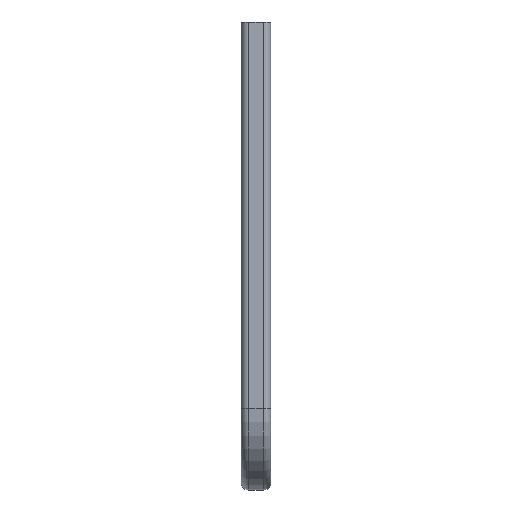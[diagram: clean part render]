
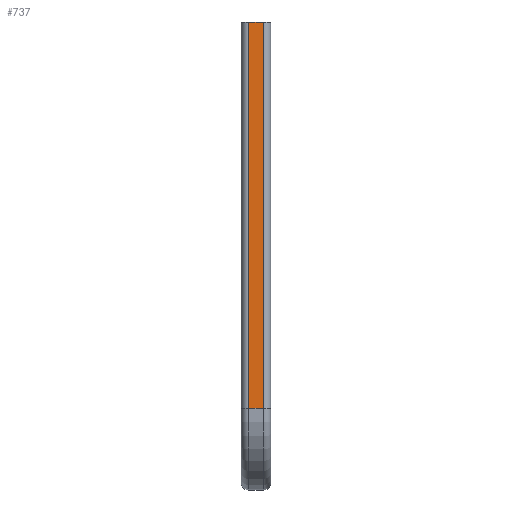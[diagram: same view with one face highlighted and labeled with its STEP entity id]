
A CAD part, left-side view. The second image highlights one B-rep face of the part: STEP entity #737.
In plain terms, the highlighted planar face has unit normal (-1, 0, 0).
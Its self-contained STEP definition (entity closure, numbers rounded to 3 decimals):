
#10 = DIRECTION ( 'NONE',  ( 0., 0., 1. ) ) ;
#44 = CARTESIAN_POINT ( 'NONE',  ( -2.091, 0.334, -5.785 ) ) ;
#47 = FACE_OUTER_BOUND ( 'NONE', #257, .T. ) ;
#201 = ORIENTED_EDGE ( 'NONE', *, *, #430, .T. ) ;
#257 = EDGE_LOOP ( 'NONE', ( #201, #791, #940, #677 ) ) ;
#283 = CARTESIAN_POINT ( 'NONE',  ( -2.091, 0.334, 0. ) ) ;
#292 = VERTEX_POINT ( 'NONE', #696 ) ;
#299 = VERTEX_POINT ( 'NONE', #868 ) ;
#306 = PLANE ( 'NONE',  #884 ) ;
#430 = EDGE_CURVE ( 'NONE', #471, #299, #837, .T. ) ;
#442 = CARTESIAN_POINT ( 'NONE',  ( -2.091, 0.334, 0. ) ) ;
#464 = CARTESIAN_POINT ( 'NONE',  ( -2.091, 0.111, 0. ) ) ;
#471 = VERTEX_POINT ( 'NONE', #44 ) ;
#497 = CARTESIAN_POINT ( 'NONE',  ( -2.091, 0., -5.785 ) ) ;
#511 = EDGE_CURVE ( 'NONE', #299, #292, #890, .T. ) ;
#573 = EDGE_CURVE ( 'NONE', #1026, #471, #797, .T. ) ;
#576 = DIRECTION ( 'NONE',  ( 0., -1., 0. ) ) ;
#577 = VECTOR ( 'NONE', #10, 1000. ) ;
#638 = EDGE_CURVE ( 'NONE', #1026, #292, #734, .T. ) ;
#664 = VECTOR ( 'NONE', #985, 1000. ) ;
#671 = DIRECTION ( 'NONE',  ( 0., 0., -1. ) ) ;
#677 = ORIENTED_EDGE ( 'NONE', *, *, #573, .T. ) ;
#696 = CARTESIAN_POINT ( 'NONE',  ( -2.091, 0.111, 0. ) ) ;
#734 = LINE ( 'NONE', #1107, #1065 ) ;
#737 = ADVANCED_FACE ( 'NONE', ( #47 ), #306, .F. ) ;
#791 = ORIENTED_EDGE ( 'NONE', *, *, #511, .T. ) ;
#797 = LINE ( 'NONE', #283, #664 ) ;
#837 = LINE ( 'NONE', #497, #931 ) ;
#868 = CARTESIAN_POINT ( 'NONE',  ( -2.091, 0.111, -5.785 ) ) ;
#884 = AXIS2_PLACEMENT_3D ( 'NONE', #914, #918, #671 ) ;
#890 = LINE ( 'NONE', #464, #577 ) ;
#914 = CARTESIAN_POINT ( 'NONE',  ( -2.091, 0., 0. ) ) ;
#918 = DIRECTION ( 'NONE',  ( 1., 0., 0. ) ) ;
#931 = VECTOR ( 'NONE', #1123, 1000. ) ;
#940 = ORIENTED_EDGE ( 'NONE', *, *, #638, .F. ) ;
#985 = DIRECTION ( 'NONE',  ( 0., 0., -1. ) ) ;
#1026 = VERTEX_POINT ( 'NONE', #442 ) ;
#1065 = VECTOR ( 'NONE', #576, 1000. ) ;
#1107 = CARTESIAN_POINT ( 'NONE',  ( -2.091, 0., 0. ) ) ;
#1123 = DIRECTION ( 'NONE',  ( 0., -1., 0. ) ) ;
